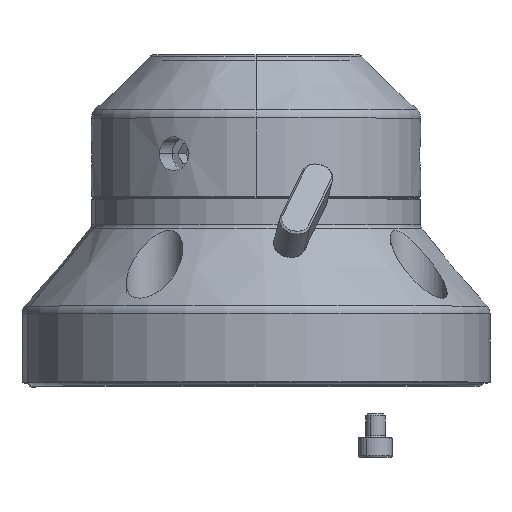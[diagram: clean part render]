
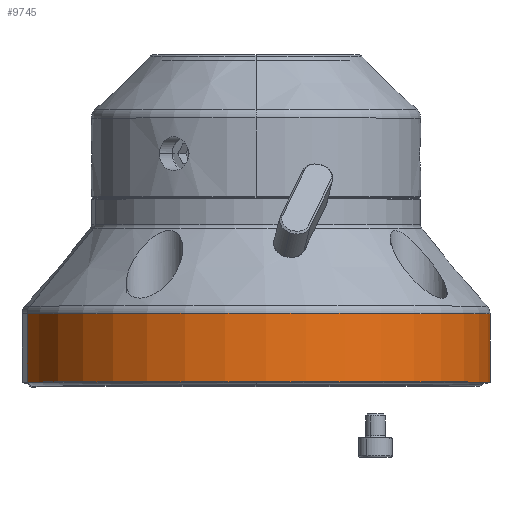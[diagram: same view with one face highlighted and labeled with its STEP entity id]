
A CAD part, top view. The second image highlights one B-rep face of the part: STEP entity #9745.
In plain terms, the highlighted cylindrical face has radius 59 mm (diameter 118 mm), a partial arc.
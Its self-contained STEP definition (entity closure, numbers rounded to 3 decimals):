
#474 = CARTESIAN_POINT ( 'NONE',  ( 59., 0., -17.406 ) ) ;
#506 = DIRECTION ( 'NONE',  ( 0., 0., -1. ) ) ;
#507 = VECTOR ( 'NONE', #506, 1000. ) ;
#508 = CARTESIAN_POINT ( 'NONE',  ( 59., 0., -62.093 ) ) ;
#509 = LINE ( 'NONE', #508, #507 ) ;
#510 = DIRECTION ( 'NONE',  ( -1., 0., 0. ) ) ;
#511 = DIRECTION ( 'NONE',  ( 0., 0., -1. ) ) ;
#512 = AXIS2_PLACEMENT_3D ( 'NONE', #514, #511, #510 ) ;
#513 = CYLINDRICAL_SURFACE ( 'NONE', #512, 59. ) ;
#514 = CARTESIAN_POINT ( 'NONE',  ( 0., 0., -62.093 ) ) ;
#515 = FACE_OUTER_BOUND ( 'NONE', #9747, .T. ) ;
#1161 = DIRECTION ( 'NONE',  ( 0., 0., -1. ) ) ;
#1162 = VECTOR ( 'NONE', #1161, 1000. ) ;
#1163 = CARTESIAN_POINT ( 'NONE',  ( -59., 0., -62.093 ) ) ;
#1164 = LINE ( 'NONE', #1163, #1162 ) ;
#1165 = CARTESIAN_POINT ( 'NONE',  ( -59., 0., -17.406 ) ) ;
#1166 = DIRECTION ( 'NONE',  ( -1., 0., 0. ) ) ;
#1168 = DIRECTION ( 'NONE',  ( 0., 0., -1. ) ) ;
#1169 = CARTESIAN_POINT ( 'NONE',  ( 0., 0., -17.406 ) ) ;
#1170 = AXIS2_PLACEMENT_3D ( 'NONE', #1169, #1168, #1166 ) ;
#1171 = CIRCLE ( 'NONE', #1170, 59. ) ;
#4408 = CARTESIAN_POINT ( 'NONE',  ( -59., 0., -0.2 ) ) ;
#4409 = DIRECTION ( 'NONE',  ( -1., 0., 0. ) ) ;
#4410 = DIRECTION ( 'NONE',  ( 0., 0., -1. ) ) ;
#4411 = CARTESIAN_POINT ( 'NONE',  ( 0., 0., -0.2 ) ) ;
#4412 = AXIS2_PLACEMENT_3D ( 'NONE', #4411, #4410, #4409 ) ;
#4416 = CIRCLE ( 'NONE', #4412, 59. ) ;
#4476 = CARTESIAN_POINT ( 'NONE',  ( 59., 0., -0.2 ) ) ;
#9734 = VERTEX_POINT ( 'NONE', #474 ) ;
#9745 = ADVANCED_FACE ( 'NONE', ( #515 ), #513, .T. ) ;
#9746 = EDGE_CURVE ( 'NONE', #11635, #9734, #509, .T. ) ;
#9747 = EDGE_LOOP ( 'NONE', ( #9750, #9751, #10065, #10064 ) ) ;
#9750 = ORIENTED_EDGE ( 'NONE', *, *, #11607, .T. ) ;
#9751 = ORIENTED_EDGE ( 'NONE', *, *, #9746, .T. ) ;
#10064 = ORIENTED_EDGE ( 'NONE', *, *, #10070, .F. ) ;
#10065 = ORIENTED_EDGE ( 'NONE', *, *, #10068, .F. ) ;
#10068 = EDGE_CURVE ( 'NONE', #10069, #9734, #1171, .T. ) ;
#10069 = VERTEX_POINT ( 'NONE', #1165 ) ;
#10070 = EDGE_CURVE ( 'NONE', #11611, #10069, #1164, .T. ) ;
#11607 = EDGE_CURVE ( 'NONE', #11611, #11635, #4416, .T. ) ;
#11611 = VERTEX_POINT ( 'NONE', #4408 ) ;
#11635 = VERTEX_POINT ( 'NONE', #4476 ) ;
